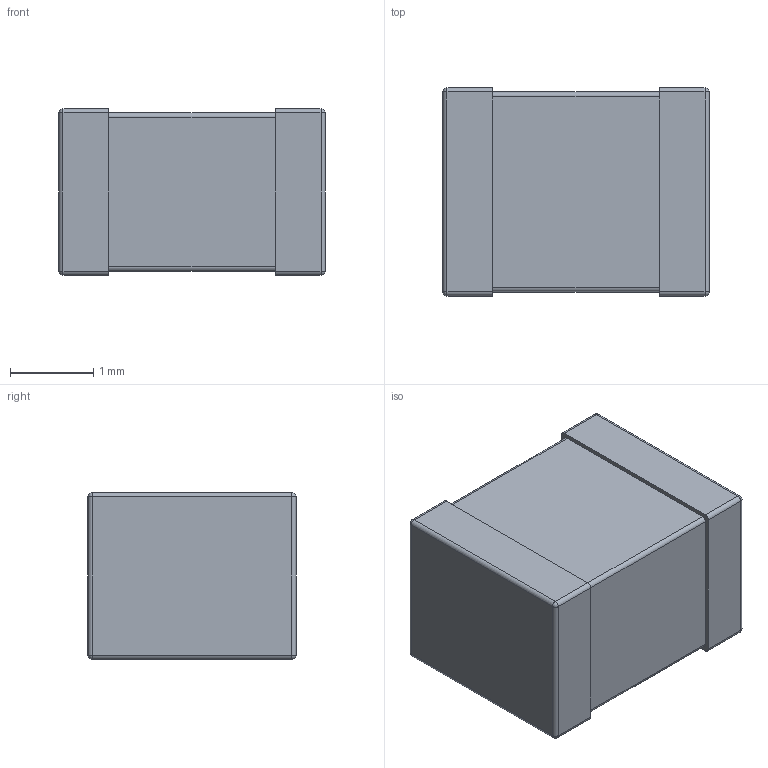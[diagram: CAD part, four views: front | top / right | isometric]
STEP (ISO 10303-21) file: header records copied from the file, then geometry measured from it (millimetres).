
FILE_DESCRIPTION(('FreeCAD Model'),'2;1');
FILE_NAME('L1210.step' ,'2021-03-22T19:37:33',('kicad StepUp'),('ksu MCAD'), 'Open CASCADE STEP processor 7.2','FreeCAD','Unknown');
FILE_SCHEMA(('AUTOMOTIVE_DESIGN { 1 0 10303 214 1 1 1 1 }'));
Length unit declared in the file: millimetre
Products named in the file (1): L1210
Bounding box: 3.2 x 2.5 x 2 mm (x, y, z)
Volume: 15.1 mm3; surface area: 56.4 mm2
Topology: 3 solids, 3 shells, 46 faces, 296 edges, 840 vertices
Faces by surface type: cylinder 20, plane 18, sphere 8
Entity records: 3556 total; most frequent: CARTESIAN_POINT 1175, DIRECTION 502, GEOMETRIC_CURVE_SET 193, ORIENTED_EDGE 192, TRIMMED_CURVE 192, LINE 168, VECTOR 168, AXIS2_PLACEMENT_3D 167
